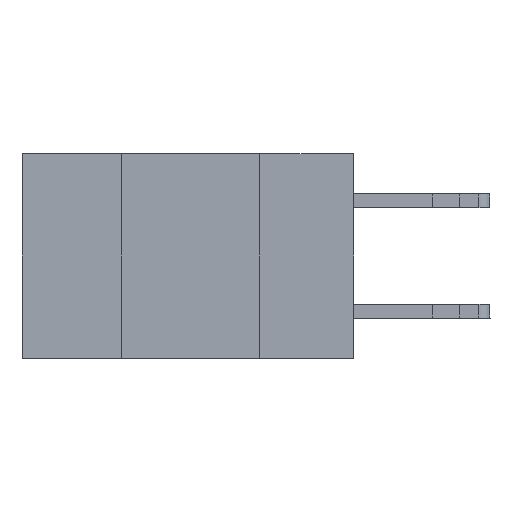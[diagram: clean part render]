
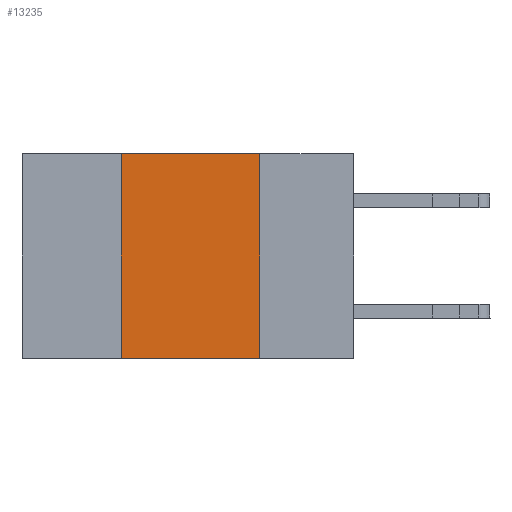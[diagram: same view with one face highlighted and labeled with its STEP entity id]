
A CAD part, left-side view. The second image highlights one B-rep face of the part: STEP entity #13235.
In plain terms, the highlighted planar face has unit normal (-1, 0, 0).
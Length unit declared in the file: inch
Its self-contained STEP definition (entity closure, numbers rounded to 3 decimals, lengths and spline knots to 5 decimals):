
#1108 = CARTESIAN_POINT ( 'NONE',  ( 0., 0.42, 0. ) ) ;
#2474 = VERTEX_POINT ( 'NONE', #7807 ) ;
#2963 = CARTESIAN_POINT ( 'NONE',  ( 0., 0.42, 0. ) ) ;
#3609 = DIRECTION ( 'NONE',  ( 0., 0., -1. ) ) ;
#5720 = DIRECTION ( 'NONE',  ( 0., 0., 1. ) ) ;
#5802 = CARTESIAN_POINT ( 'NONE',  ( 0., 0.6, 0. ) ) ;
#5924 = LINE ( 'NONE', #22236, #22893 ) ;
#6501 = ORIENTED_EDGE ( 'NONE', *, *, #9657, .T. ) ;
#6597 = DIRECTION ( 'NONE',  ( 1., 0., 0. ) ) ;
#6736 = ORIENTED_EDGE ( 'NONE', *, *, #25389, .F. ) ;
#7807 = CARTESIAN_POINT ( 'NONE',  ( 0., 0.17, 0. ) ) ;
#8876 = EDGE_CURVE ( 'NONE', #17336, #26463, #16581, .T. ) ;
#9657 = EDGE_CURVE ( 'NONE', #17336, #20141, #5924, .T. ) ;
#9890 = VECTOR ( 'NONE', #18079, 39.37008 ) ;
#11859 = DIRECTION ( 'NONE',  ( 0., -1., 0. ) ) ;
#13235 = ADVANCED_FACE ( 'NONE', ( #32450 ), #21269, .F. ) ;
#15805 = ORIENTED_EDGE ( 'NONE', *, *, #19291, .F. ) ;
#16581 = LINE ( 'NONE', #2963, #16952 ) ;
#16952 = VECTOR ( 'NONE', #5720, 39.37008 ) ;
#17336 = VERTEX_POINT ( 'NONE', #19454 ) ;
#18079 = DIRECTION ( 'NONE',  ( 0., -1., 0. ) ) ;
#19291 = EDGE_CURVE ( 'NONE', #26463, #2474, #21599, .T. ) ;
#19454 = CARTESIAN_POINT ( 'NONE',  ( 0., 0.42, -0.37 ) ) ;
#19904 = ORIENTED_EDGE ( 'NONE', *, *, #8876, .F. ) ;
#20141 = VERTEX_POINT ( 'NONE', #31013 ) ;
#21269 = PLANE ( 'NONE',  #25273 ) ;
#21599 = LINE ( 'NONE', #23112, #9890 ) ;
#22156 = VECTOR ( 'NONE', #27183, 39.37008 ) ;
#22161 = CARTESIAN_POINT ( 'NONE',  ( 0., 0.17, 0. ) ) ;
#22236 = CARTESIAN_POINT ( 'NONE',  ( 0., 0.6, -0.37 ) ) ;
#22893 = VECTOR ( 'NONE', #11859, 39.37008 ) ;
#22908 = EDGE_LOOP ( 'NONE', ( #6736, #15805, #19904, #6501 ) ) ;
#23112 = CARTESIAN_POINT ( 'NONE',  ( 0., 0.6, 0. ) ) ;
#25273 = AXIS2_PLACEMENT_3D ( 'NONE', #5802, #6597, #3609 ) ;
#25389 = EDGE_CURVE ( 'NONE', #2474, #20141, #32786, .T. ) ;
#26463 = VERTEX_POINT ( 'NONE', #1108 ) ;
#27183 = DIRECTION ( 'NONE',  ( 0., 0., -1. ) ) ;
#31013 = CARTESIAN_POINT ( 'NONE',  ( 0., 0.17, -0.37 ) ) ;
#32450 = FACE_OUTER_BOUND ( 'NONE', #22908, .T. ) ;
#32786 = LINE ( 'NONE', #22161, #22156 ) ;
